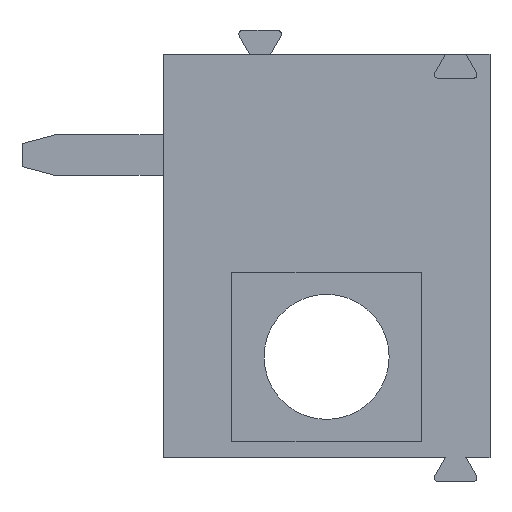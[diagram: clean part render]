
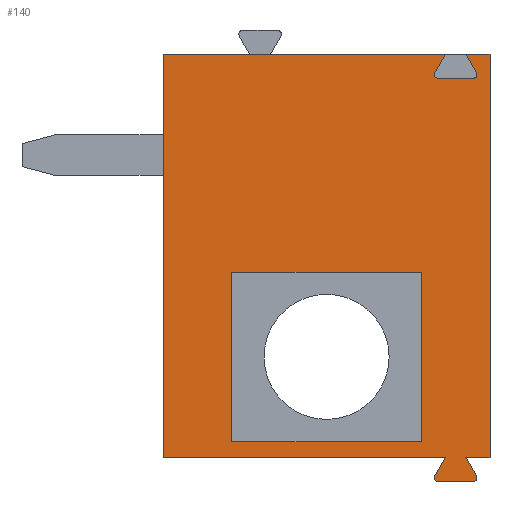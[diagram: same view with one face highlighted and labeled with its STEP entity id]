
A CAD part, front view. The second image highlights one B-rep face of the part: STEP entity #140.
In plain terms, the highlighted planar face has unit normal (0, -1, 0).
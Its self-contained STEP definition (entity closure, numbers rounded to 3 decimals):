
#140 = ADVANCED_FACE( 'F487', ( #357, #358 ), #359, .T. );
#357 = FACE_OUTER_BOUND( '', #663, .T. );
#358 = FACE_BOUND( '', #664, .T. );
#359 = PLANE( '', #665 );
#663 = EDGE_LOOP( '', ( #957, #958, #959, #960, #961, #962, #963, #964, #965, #966, #967, #968, #969, #970, #971, #972 ) );
#664 = EDGE_LOOP( '', ( #973, #974, #975, #976 ) );
#665 = AXIS2_PLACEMENT_3D( '', #977, #978, #979 );
#957 = ORIENTED_EDGE( '', *, *, #1816, .T. );
#958 = ORIENTED_EDGE( '', *, *, #1817, .F. );
#959 = ORIENTED_EDGE( '', *, *, #1818, .F. );
#960 = ORIENTED_EDGE( '', *, *, #1819, .F. );
#961 = ORIENTED_EDGE( '', *, *, #1820, .F. );
#962 = ORIENTED_EDGE( '', *, *, #1821, .F. );
#963 = ORIENTED_EDGE( '', *, *, #1822, .F. );
#964 = ORIENTED_EDGE( '', *, *, #1823, .F. );
#965 = ORIENTED_EDGE( '', *, *, #1824, .T. );
#966 = ORIENTED_EDGE( '', *, *, #1825, .T. );
#967 = ORIENTED_EDGE( '', *, *, #1826, .T. );
#968 = ORIENTED_EDGE( '', *, *, #1827, .F. );
#969 = ORIENTED_EDGE( '', *, *, #1828, .T. );
#970 = ORIENTED_EDGE( '', *, *, #1829, .F. );
#971 = ORIENTED_EDGE( '', *, *, #1830, .T. );
#972 = ORIENTED_EDGE( '', *, *, #1831, .T. );
#973 = ORIENTED_EDGE( '', *, *, #1832, .T. );
#974 = ORIENTED_EDGE( '', *, *, #1833, .T. );
#975 = ORIENTED_EDGE( '', *, *, #1834, .T. );
#976 = ORIENTED_EDGE( '', *, *, #1835, .T. );
#977 = CARTESIAN_POINT( '', ( -0.15, 0., 0. ) );
#978 = DIRECTION( '', ( 0., -1., 0. ) );
#979 = DIRECTION( '', ( 1., 0., 0. ) );
#1816 = EDGE_CURVE( '', #2152, #2153, #2154, .T. );
#1817 = EDGE_CURVE( '', #2155, #2153, #2156, .T. );
#1818 = EDGE_CURVE( '', #2157, #2155, #2158, .T. );
#1819 = EDGE_CURVE( '', #2159, #2157, #2160, .T. );
#1820 = EDGE_CURVE( '', #2161, #2159, #2162, .T. );
#1821 = EDGE_CURVE( '', #2163, #2161, #2164, .T. );
#1822 = EDGE_CURVE( '', #2165, #2163, #2166, .T. );
#1823 = EDGE_CURVE( '', #2167, #2165, #2168, .T. );
#1824 = EDGE_CURVE( '', #2167, #2169, #2170, .T. );
#1825 = EDGE_CURVE( '', #2169, #2171, #2172, .T. );
#1826 = EDGE_CURVE( '', #2171, #2173, #2174, .T. );
#1827 = EDGE_CURVE( '', #2175, #2173, #2176, .T. );
#1828 = EDGE_CURVE( '', #2175, #2177, #2178, .T. );
#1829 = EDGE_CURVE( '', #2179, #2177, #2180, .T. );
#1830 = EDGE_CURVE( '', #2179, #2181, #2182, .T. );
#1831 = EDGE_CURVE( '', #2181, #2152, #2183, .T. );
#1832 = EDGE_CURVE( '', #2184, #2185, #2186, .T. );
#1833 = EDGE_CURVE( '', #2185, #2187, #2188, .T. );
#1834 = EDGE_CURVE( '', #2187, #2189, #2190, .T. );
#1835 = EDGE_CURVE( '', #2189, #2184, #2191, .T. );
#2152 = VERTEX_POINT( '', #2649 );
#2153 = VERTEX_POINT( '', #2650 );
#2154 = LINE( '', #2651, #2652 );
#2155 = VERTEX_POINT( '', #2653 );
#2156 = LINE( '', #2654, #2655 );
#2157 = VERTEX_POINT( '', #2656 );
#2158 = LINE( '', #2657, #2658 );
#2159 = VERTEX_POINT( '', #2659 );
#2160 = CIRCLE( '', #2660, 0.1 );
#2161 = VERTEX_POINT( '', #2661 );
#2162 = LINE( '', #2662, #2663 );
#2163 = VERTEX_POINT( '', #2664 );
#2164 = CIRCLE( '', #2665, 0.1 );
#2165 = VERTEX_POINT( '', #2666 );
#2166 = LINE( '', #2667, #2668 );
#2167 = VERTEX_POINT( '', #2669 );
#2168 = LINE( '', #2670, #2671 );
#2169 = VERTEX_POINT( '', #2672 );
#2170 = LINE( '', #2673, #2674 );
#2171 = VERTEX_POINT( '', #2675 );
#2172 = LINE( '', #2676, #2677 );
#2173 = VERTEX_POINT( '', #2678 );
#2174 = LINE( '', #2679, #2680 );
#2175 = VERTEX_POINT( '', #2681 );
#2176 = CIRCLE( '', #2682, 0.1 );
#2177 = VERTEX_POINT( '', #2683 );
#2178 = LINE( '', #2684, #2685 );
#2179 = VERTEX_POINT( '', #2686 );
#2180 = CIRCLE( '', #2687, 0.1 );
#2181 = VERTEX_POINT( '', #2688 );
#2182 = LINE( '', #2689, #2690 );
#2183 = LINE( '', #2691, #2692 );
#2184 = VERTEX_POINT( '', #2693 );
#2185 = VERTEX_POINT( '', #2694 );
#2186 = LINE( '', #2695, #2696 );
#2187 = VERTEX_POINT( '', #2697 );
#2188 = LINE( '', #2698, #2699 );
#2189 = VERTEX_POINT( '', #2700 );
#2190 = LINE( '', #2701, #2702 );
#2191 = LINE( '', #2703, #2704 );
#2649 = CARTESIAN_POINT( '', ( 0., 0., -10. ) );
#2650 = CARTESIAN_POINT( '', ( 0., 0., 0. ) );
#2651 = CARTESIAN_POINT( '', ( 0., 0., 0. ) );
#2652 = VECTOR( '', #3349, 1000. );
#2653 = CARTESIAN_POINT( '', ( -0.596, 0., 0. ) );
#2654 = CARTESIAN_POINT( '', ( -16.414, 0., 0. ) );
#2655 = VECTOR( '', #3350, 1000. );
#2656 = CARTESIAN_POINT( '', ( -0.337, 0., -0.45 ) );
#2657 = CARTESIAN_POINT( '', ( -0.55, 0., -0.08 ) );
#2658 = VECTOR( '', #3351, 1000. );
#2659 = CARTESIAN_POINT( '', ( -0.423, 0., -0.6 ) );
#2660 = AXIS2_PLACEMENT_3D( '', #3352, #3353, #3354 );
#2661 = CARTESIAN_POINT( '', ( -1.277, 0., -0.6 ) );
#2662 = CARTESIAN_POINT( '', ( -16.414, 0., -0.6 ) );
#2663 = VECTOR( '', #3355, 1000. );
#2664 = CARTESIAN_POINT( '', ( -1.363, 0., -0.45 ) );
#2665 = AXIS2_PLACEMENT_3D( '', #3356, #3357, #3358 );
#2666 = CARTESIAN_POINT( '', ( -1.104, 0., 0. ) );
#2667 = CARTESIAN_POINT( '', ( -1.15, 0., -0.08 ) );
#2668 = VECTOR( '', #3359, 1000. );
#2669 = CARTESIAN_POINT( '', ( -8.1, 0., 0. ) );
#2670 = CARTESIAN_POINT( '', ( -16.414, 0., 0. ) );
#2671 = VECTOR( '', #3360, 1000. );
#2672 = CARTESIAN_POINT( '', ( -8.1, 0., -10. ) );
#2673 = CARTESIAN_POINT( '', ( -8.1, 0., 4.4 ) );
#2674 = VECTOR( '', #3361, 1000. );
#2675 = CARTESIAN_POINT( '', ( -1.104, 0., -10. ) );
#2676 = CARTESIAN_POINT( '', ( -16.414, 0., -10. ) );
#2677 = VECTOR( '', #3362, 1000. );
#2678 = CARTESIAN_POINT( '', ( -1.363, 0., -10.45 ) );
#2679 = CARTESIAN_POINT( '', ( 4.624, 0., -0.08 ) );
#2680 = VECTOR( '', #3363, 1000. );
#2681 = CARTESIAN_POINT( '', ( -1.277, 0., -10.6 ) );
#2682 = AXIS2_PLACEMENT_3D( '', #3364, #3365, #3366 );
#2683 = CARTESIAN_POINT( '', ( -0.423, 0., -10.6 ) );
#2684 = CARTESIAN_POINT( '', ( -16.414, 0., -10.6 ) );
#2685 = VECTOR( '', #3367, 1000. );
#2686 = CARTESIAN_POINT( '', ( -0.337, 0., -10.45 ) );
#2687 = AXIS2_PLACEMENT_3D( '', #3368, #3369, #3370 );
#2688 = CARTESIAN_POINT( '', ( -0.596, 0., -10. ) );
#2689 = CARTESIAN_POINT( '', ( -6.324, 0., -0.08 ) );
#2690 = VECTOR( '', #3371, 1000. );
#2691 = CARTESIAN_POINT( '', ( -16.414, 0., -10. ) );
#2692 = VECTOR( '', #3372, 1000. );
#2693 = CARTESIAN_POINT( '', ( -1.7, 0., -9.6 ) );
#2694 = CARTESIAN_POINT( '', ( -6.4, 0., -9.6 ) );
#2695 = CARTESIAN_POINT( '', ( -0.15, 0., -9.6 ) );
#2696 = VECTOR( '', #3373, 1000. );
#2697 = CARTESIAN_POINT( '', ( -6.4, 0., -5.4 ) );
#2698 = CARTESIAN_POINT( '', ( -6.4, 0., -9.6 ) );
#2699 = VECTOR( '', #3374, 1000. );
#2700 = CARTESIAN_POINT( '', ( -1.7, 0., -5.4 ) );
#2701 = CARTESIAN_POINT( '', ( -0.15, 0., -5.4 ) );
#2702 = VECTOR( '', #3375, 1000. );
#2703 = CARTESIAN_POINT( '', ( -1.7, 0., -5. ) );
#2704 = VECTOR( '', #3376, 1000. );
#3349 = DIRECTION( '', ( 0., 0., 1. ) );
#3350 = DIRECTION( '', ( 1., 0., 0. ) );
#3351 = DIRECTION( '', ( -0.5, 0., 0.866 ) );
#3352 = CARTESIAN_POINT( '', ( -0.423, 0., -0.5 ) );
#3353 = DIRECTION( '', ( 0., -1., 0. ) );
#3354 = DIRECTION( '', ( 1., 0., 0. ) );
#3355 = DIRECTION( '', ( 1., 0., 0. ) );
#3356 = CARTESIAN_POINT( '', ( -1.277, 0., -0.5 ) );
#3357 = DIRECTION( '', ( 0., -1., 0. ) );
#3358 = DIRECTION( '', ( 1., 0., 0. ) );
#3359 = DIRECTION( '', ( -0.5, 0., -0.866 ) );
#3360 = DIRECTION( '', ( 1., 0., 0. ) );
#3361 = DIRECTION( '', ( 0., 0., -1. ) );
#3362 = DIRECTION( '', ( 1., 0., 0. ) );
#3363 = DIRECTION( '', ( -0.5, 0., -0.866 ) );
#3364 = CARTESIAN_POINT( '', ( -1.277, 0., -10.5 ) );
#3365 = DIRECTION( '', ( 0., 1., 0. ) );
#3366 = DIRECTION( '', ( -1., 0., 0. ) );
#3367 = DIRECTION( '', ( 1., 0., 0. ) );
#3368 = CARTESIAN_POINT( '', ( -0.423, 0., -10.5 ) );
#3369 = DIRECTION( '', ( 0., 1., 0. ) );
#3370 = DIRECTION( '', ( -1., 0., 0. ) );
#3371 = DIRECTION( '', ( -0.5, 0., 0.866 ) );
#3372 = DIRECTION( '', ( 1., 0., 0. ) );
#3373 = DIRECTION( '', ( -1., 0., 0. ) );
#3374 = DIRECTION( '', ( 0., 0., 1. ) );
#3375 = DIRECTION( '', ( 1., 0., 0. ) );
#3376 = DIRECTION( '', ( 0., 0., -1. ) );
